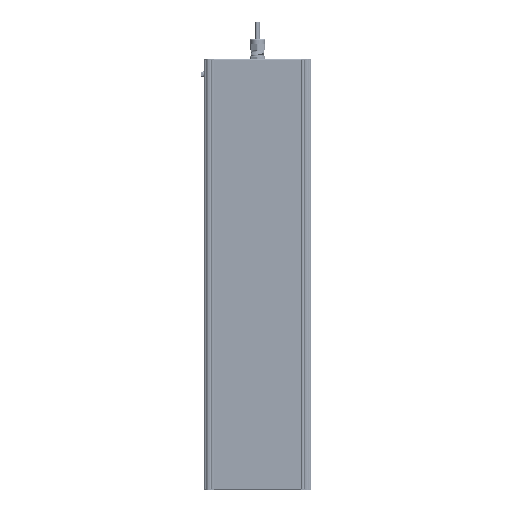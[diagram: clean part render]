
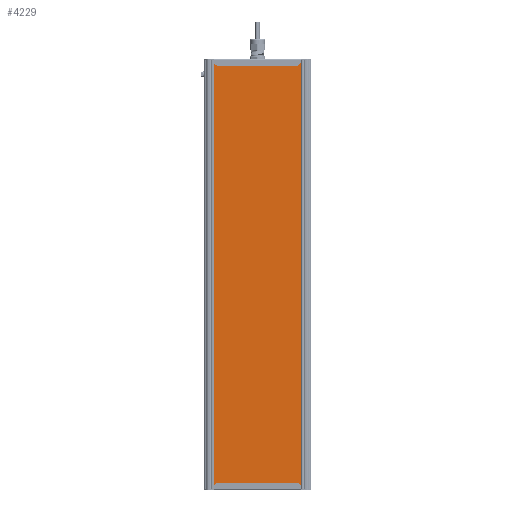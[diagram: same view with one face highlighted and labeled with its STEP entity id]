
A CAD part, front view. The second image highlights one B-rep face of the part: STEP entity #4229.
In plain terms, the highlighted face is planar.
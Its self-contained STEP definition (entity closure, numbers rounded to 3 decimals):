
#4229=ADVANCED_FACE('',(#8550),#8552,.T.);
#8550=FACE_BOUND('',#8551,.T.);
#8551=EDGE_LOOP('',(#40255,#40256,#40257,#40258));
#8552=PLANE('',#8553);
#8553=AXIS2_PLACEMENT_3D('',#8554,#8555,#8556);
#8554=CARTESIAN_POINT('',(2111.497,401.002,-34.582));
#8555=DIRECTION('',(0.,0.,-1.));
#8556=DIRECTION('',(0.,1.,0.));
#40255=ORIENTED_EDGE('',*,*,#46813,.F.);
#40256=ORIENTED_EDGE('',*,*,#46812,.T.);
#40257=ORIENTED_EDGE('',*,*,#46814,.F.);
#40258=ORIENTED_EDGE('',*,*,#46804,.F.);
#46804=EDGE_CURVE('',#51520,#51523,#51524,.T.);
#46812=EDGE_CURVE('',#51533,#51535,#51537,.T.);
#46813=EDGE_CURVE('',#51533,#51520,#51538,.T.);
#46814=EDGE_CURVE('',#51523,#51535,#51539,.T.);
#51520=VERTEX_POINT('',#61308);
#51523=VERTEX_POINT('',#61313);
#51524=LINE('',#61314,#61315);
#51533=VERTEX_POINT('',#61335);
#51535=VERTEX_POINT('',#61339);
#51537=LINE('',#61343,#61344);
#51538=LINE('',#61346,#61347);
#51539=LINE('',#61349,#61350);
#61308=CARTESIAN_POINT('',(2111.497,401.002,-34.582));
#61313=CARTESIAN_POINT('',(2857.497,401.002,-34.582));
#61314=CARTESIAN_POINT('',(2111.497,401.002,-34.582));
#61315=VECTOR('',#61316,1.);
#61316=DIRECTION('',(1.,0.,0.));
#61335=CARTESIAN_POINT('',(2111.497,565.13,-34.582));
#61339=CARTESIAN_POINT('',(2857.497,565.13,-34.582));
#61343=CARTESIAN_POINT('',(2111.497,565.13,-34.582));
#61344=VECTOR('',#61345,1.);
#61345=DIRECTION('',(1.,0.,0.));
#61346=CARTESIAN_POINT('',(2111.497,565.13,-34.582));
#61347=VECTOR('',#61348,1.);
#61348=DIRECTION('',(0.,-1.,0.));
#61349=CARTESIAN_POINT('',(2857.497,401.002,-34.582));
#61350=VECTOR('',#61351,1.);
#61351=DIRECTION('',(0.,1.,0.));
